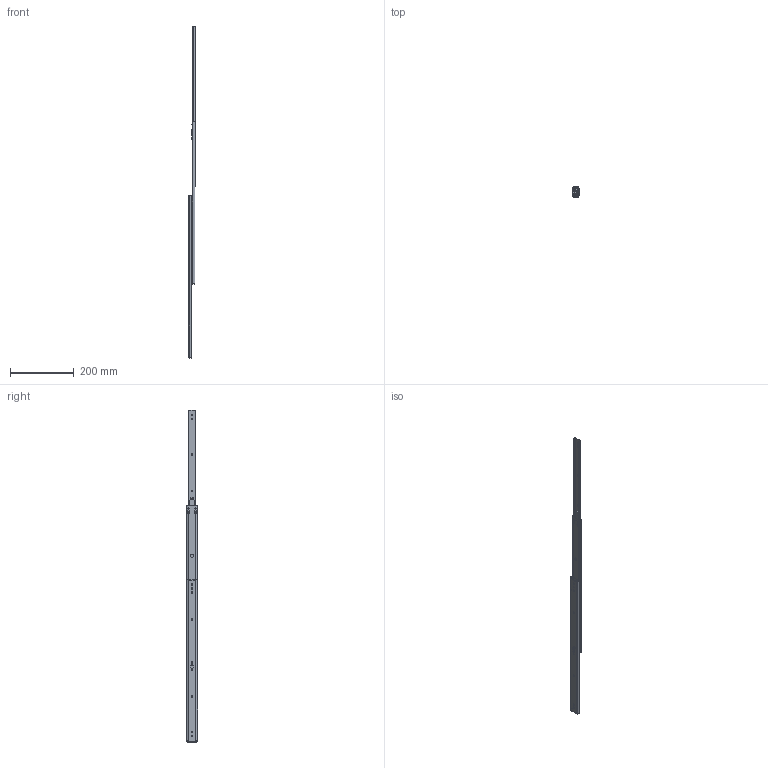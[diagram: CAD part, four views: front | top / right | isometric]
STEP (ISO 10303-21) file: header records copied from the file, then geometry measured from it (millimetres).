
FILE_DESCRIPTION (( 'STEP AP203' ), '1' );
FILE_NAME ('3535-20.step', '2021-03-03T23:48:35', ( '' ), ( '' ), 'SwSTEP 2.0', 'SolidWorks 2019', '' );
FILE_SCHEMA (( 'CONFIG_CONTROL_DESIGN' ));
Length unit declared in the file: millimetre
Products named in the file (11): PN86ロック　 ; PN87（カシメ）; PN49 ; 3535-20; OCM 3535-20  ; PN1 ; IM 3535-20 ; ICM 3535-20 ; PN81バネ（圧縮）; PN235リードイン　 ; OM 3535-20 
Assembly tree (10 placements, depth 2):
  3535-20
    OM 3535-20 
    ICM 3535-20 
    OCM 3535-20  
    PN49 
    PN86ロック　 
    PN87（カシメ）
    PN1 
    PN235リードイン　 
    IM 3535-20 
    PN81バネ（圧縮）
Bounding box: 19.2 x 35.3 x 1041.3 mm (x, y, z)
Volume: 120529.2 mm3; surface area: 158803.1 mm2
Topology: 10 solids, 10 shells, 565 faces, 1571 edges, 1008 vertices
Faces by surface type: cylinder 282, plane 265, sphere 16, torus 2
Entity records: 19852 total; most frequent: CARTESIAN_POINT 4057, ORIENTED_EDGE 3110, DIRECTION 3055, EDGE_CURVE 1555, AXIS2_PLACEMENT_3D 1064, VERTEX_POINT 1008, VECTOR 927, LINE 927
